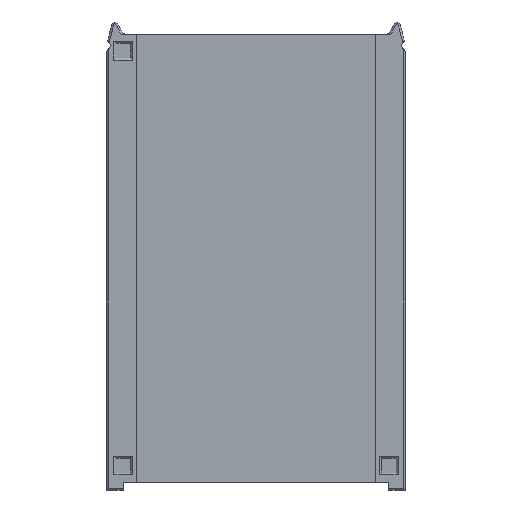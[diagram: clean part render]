
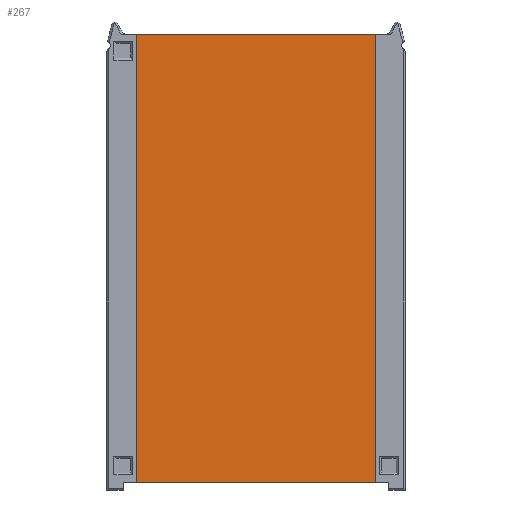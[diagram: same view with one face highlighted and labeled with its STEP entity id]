
A CAD part, top view. The second image highlights one B-rep face of the part: STEP entity #267.
In plain terms, the highlighted planar face has unit normal (0, 0, 1).
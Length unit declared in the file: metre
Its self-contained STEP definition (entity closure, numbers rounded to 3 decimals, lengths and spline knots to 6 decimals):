
#267 = ADVANCED_FACE( '', ( #587 ), #588, .F. );
#587 = FACE_OUTER_BOUND( '', #985, .T. );
#588 = PLANE( '', #986 );
#985 = EDGE_LOOP( '', ( #1732, #1733, #1734, #1735, #1736, #1737, #1738, #1739, #1740, #1741, #1742, #1743, #1744, #1745, #1746, #1747, #1748, #1749, #1750, #1751, #1752, #1753 ) );
#986 = AXIS2_PLACEMENT_3D( '', #1754, #1755, #1756 );
#1732 = ORIENTED_EDGE( '', *, *, #2593, .T. );
#1733 = ORIENTED_EDGE( '', *, *, #2529, .T. );
#1734 = ORIENTED_EDGE( '', *, *, #2594, .F. );
#1735 = ORIENTED_EDGE( '', *, *, #2305, .T. );
#1736 = ORIENTED_EDGE( '', *, *, #2527, .T. );
#1737 = ORIENTED_EDGE( '', *, *, #2595, .T. );
#1738 = ORIENTED_EDGE( '', *, *, #2596, .T. );
#1739 = ORIENTED_EDGE( '', *, *, #2521, .F. );
#1740 = ORIENTED_EDGE( '', *, *, #2445, .F. );
#1741 = ORIENTED_EDGE( '', *, *, #2597, .F. );
#1742 = ORIENTED_EDGE( '', *, *, #2598, .T. );
#1743 = ORIENTED_EDGE( '', *, *, #2524, .F. );
#1744 = ORIENTED_EDGE( '', *, *, #2599, .T. );
#1745 = ORIENTED_EDGE( '', *, *, #2560, .T. );
#1746 = ORIENTED_EDGE( '', *, *, #2431, .T. );
#1747 = ORIENTED_EDGE( '', *, *, #2471, .T. );
#1748 = ORIENTED_EDGE( '', *, *, #2459, .T. );
#1749 = ORIENTED_EDGE( '', *, *, #2301, .T. );
#1750 = ORIENTED_EDGE( '', *, *, #2600, .T. );
#1751 = ORIENTED_EDGE( '', *, *, #2601, .T. );
#1752 = ORIENTED_EDGE( '', *, *, #2425, .F. );
#1753 = ORIENTED_EDGE( '', *, *, #2311, .T. );
#1754 = CARTESIAN_POINT( '', ( 0.009968, 500., -0.00425 ) );
#1755 = DIRECTION( '', ( 0., 0., -1. ) );
#1756 = DIRECTION( '', ( -1., 0., 0. ) );
#2301 = EDGE_CURVE( '', #2741, #2739, #2742, .T. );
#2305 = EDGE_CURVE( '', #2749, #2747, #2750, .T. );
#2311 = EDGE_CURVE( '', #2761, #2759, #2762, .T. );
#2425 = EDGE_CURVE( '', #2761, #2958, #2959, .T. );
#2431 = EDGE_CURVE( '', #2968, #2969, #2970, .T. );
#2445 = EDGE_CURVE( '', #2989, #2985, #2991, .T. );
#2459 = EDGE_CURVE( '', #3011, #2741, #3012, .T. );
#2471 = EDGE_CURVE( '', #2969, #3011, #3026, .T. );
#2521 = EDGE_CURVE( '', #2985, #3101, #3102, .T. );
#2524 = EDGE_CURVE( '', #3104, #3106, #3107, .T. );
#2527 = EDGE_CURVE( '', #2747, #3000, #3110, .T. );
#2529 = EDGE_CURVE( '', #3112, #3113, #3114, .T. );
#2560 = EDGE_CURVE( '', #3159, #2968, #3160, .T. );
#2593 = EDGE_CURVE( '', #2759, #3112, #3204, .T. );
#2594 = EDGE_CURVE( '', #2749, #3113, #3205, .T. );
#2595 = EDGE_CURVE( '', #3000, #3206, #3207, .T. );
#2596 = EDGE_CURVE( '', #3206, #3101, #3208, .T. );
#2597 = EDGE_CURVE( '', #3209, #2989, #3210, .T. );
#2598 = EDGE_CURVE( '', #3209, #3106, #3211, .T. );
#2599 = EDGE_CURVE( '', #3104, #3159, #3212, .T. );
#2600 = EDGE_CURVE( '', #2739, #3213, #3214, .T. );
#2601 = EDGE_CURVE( '', #3213, #2958, #3215, .T. );
#2739 = VERTEX_POINT( '', #3375 );
#2741 = VERTEX_POINT( '', #3378 );
#2742 = LINE( '', #3379, #3380 );
#2747 = VERTEX_POINT( '', #3387 );
#2749 = VERTEX_POINT( '', #3390 );
#2750 = LINE( '', #3391, #3392 );
#2759 = VERTEX_POINT( '', #3405 );
#2761 = VERTEX_POINT( '', #3408 );
#2762 = LINE( '', #3409, #3410 );
#2958 = VERTEX_POINT( '', #3689 );
#2959 = LINE( '', #3690, #3691 );
#2968 = VERTEX_POINT( '', #3704 );
#2969 = VERTEX_POINT( '', #3705 );
#2970 = LINE( '', #3706, #3707 );
#2985 = VERTEX_POINT( '', #3729 );
#2989 = VERTEX_POINT( '', #3735 );
#2991 = LINE( '', #3738, #3739 );
#3000 = VERTEX_POINT( '', #3752 );
#3011 = VERTEX_POINT( '', #3769 );
#3012 = LINE( '', #3770, #3771 );
#3026 = B_SPLINE_CURVE_WITH_KNOTS( '', 2, ( #3793, #3794, #3795 ), .UNSPECIFIED., .F., .F., ( 3, 3 ), ( 0., 0.001061 ), .UNSPECIFIED. );
#3101 = VERTEX_POINT( '', #3911 );
#3102 = LINE( '', #3912, #3913 );
#3104 = VERTEX_POINT( '', #3916 );
#3106 = VERTEX_POINT( '', #3919 );
#3107 = LINE( '', #3920, #3921 );
#3110 = LINE( '', #3925, #3926 );
#3112 = VERTEX_POINT( '', #3928 );
#3113 = VERTEX_POINT( '', #3929 );
#3114 = LINE( '', #3930, #3931 );
#3159 = VERTEX_POINT( '', #3997 );
#3160 = B_SPLINE_CURVE_WITH_KNOTS( '', 2, ( #3998, #3999, #4000 ), .UNSPECIFIED., .F., .F., ( 3, 3 ), ( 0., 0.001061 ), .UNSPECIFIED. );
#3204 = LINE( '', #4074, #4075 );
#3205 = LINE( '', #4076, #4077 );
#3206 = VERTEX_POINT( '', #4078 );
#3207 = LINE( '', #4079, #4080 );
#3208 = LINE( '', #4081, #4082 );
#3209 = VERTEX_POINT( '', #4083 );
#3210 = LINE( '', #4084, #4085 );
#3211 = LINE( '', #4086, #4087 );
#3212 = LINE( '', #4088, #4089 );
#3213 = VERTEX_POINT( '', #4090 );
#3214 = LINE( '', #4091, #4092 );
#3215 = LINE( '', #4093, #4094 );
#3375 = CARTESIAN_POINT( '', ( -0.0371, 0.0583, -0.00425 ) );
#3378 = CARTESIAN_POINT( '', ( -0.0371, 0.062808, -0.00425 ) );
#3379 = CARTESIAN_POINT( '', ( -0.0371, 500., -0.00425 ) );
#3380 = VECTOR( '', #4341, 1. );
#3387 = CARTESIAN_POINT( '', ( -0.0371, -0.06, -0.00425 ) );
#3390 = CARTESIAN_POINT( '', ( -0.0371, -0.0583, -0.00425 ) );
#3391 = CARTESIAN_POINT( '', ( -0.0371, 500., -0.00425 ) );
#3392 = VECTOR( '', #4345, 1. );
#3405 = CARTESIAN_POINT( '', ( -0.0371, -0.0527, -0.00425 ) );
#3408 = CARTESIAN_POINT( '', ( -0.0371, 0.0527, -0.00425 ) );
#3409 = CARTESIAN_POINT( '', ( -0.0371, 500., -0.00425 ) );
#3410 = VECTOR( '', #4351, 1. );
#3689 = CARTESIAN_POINT( '', ( -0.032732, 0.0527, -0.00425 ) );
#3690 = CARTESIAN_POINT( '', ( -0.037311, 0.0527, -0.00425 ) );
#3691 = VECTOR( '', #4462, 1. );
#3704 = CARTESIAN_POINT( '', ( 0.034945, 0.06, -0.00425 ) );
#3705 = CARTESIAN_POINT( '', ( -0.034945, 0.06, -0.00425 ) );
#3706 = CARTESIAN_POINT( '', ( 0.009968, 0.06, -0.00425 ) );
#3707 = VECTOR( '', #4467, 1. );
#3729 = CARTESIAN_POINT( '', ( 0.0371, -0.0583, -0.00425 ) );
#3735 = CARTESIAN_POINT( '', ( 0.032732, -0.0583, -0.00425 ) );
#3738 = CARTESIAN_POINT( '', ( 0.035993, -0.0583, -0.00425 ) );
#3739 = VECTOR( '', #4476, 1. );
#3752 = CARTESIAN_POINT( '', ( -0.035532, -0.06, -0.00425 ) );
#3769 = CARTESIAN_POINT( '', ( -0.035818, 0.060512, -0.00425 ) );
#3770 = CARTESIAN_POINT( '', ( -212.854773, 381.115042, -0.00425 ) );
#3771 = VECTOR( '', #4486, 1. );
#3793 = CARTESIAN_POINT( '', ( -0.034945, 0.06, -0.00425 ) );
#3794 = CARTESIAN_POINT( '', ( -0.035532, 0.06, -0.00425 ) );
#3795 = CARTESIAN_POINT( '', ( -0.035818, 0.060512, -0.00425 ) );
#3911 = CARTESIAN_POINT( '', ( 0.0371, -0.06, -0.00425 ) );
#3912 = CARTESIAN_POINT( '', ( 0.0371, 500., -0.00425 ) );
#3913 = VECTOR( '', #4544, 1. );
#3916 = CARTESIAN_POINT( '', ( 0.0371, 0.062808, -0.00425 ) );
#3919 = CARTESIAN_POINT( '', ( 0.0371, -0.0527, -0.00425 ) );
#3920 = CARTESIAN_POINT( '', ( 0.0371, 500., -0.00425 ) );
#3921 = VECTOR( '', #4547, 1. );
#3925 = CARTESIAN_POINT( '', ( 0.009968, -0.06, -0.00425 ) );
#3926 = VECTOR( '', #4549, 1. );
#3928 = CARTESIAN_POINT( '', ( -0.032732, -0.0527, -0.00425 ) );
#3929 = CARTESIAN_POINT( '', ( -0.032732, -0.0583, -0.00425 ) );
#3930 = CARTESIAN_POINT( '', ( -0.032732, -0.054465, -0.00425 ) );
#3931 = VECTOR( '', #4550, 1. );
#3997 = CARTESIAN_POINT( '', ( 0.035818, 0.060512, -0.00425 ) );
#3998 = CARTESIAN_POINT( '', ( 0.035818, 0.060512, -0.00425 ) );
#3999 = CARTESIAN_POINT( '', ( 0.035532, 0.06, -0.00425 ) );
#4000 = CARTESIAN_POINT( '', ( 0.034945, 0.06, -0.00425 ) );
#4074 = CARTESIAN_POINT( '', ( -0.029859, -0.0527, -0.00425 ) );
#4075 = VECTOR( '', #4600, 1. );
#4076 = CARTESIAN_POINT( '', ( -0.035071, -0.0583, -0.00425 ) );
#4077 = VECTOR( '', #4601, 1. );
#4078 = CARTESIAN_POINT( '', ( 0.035532, -0.06, -0.00425 ) );
#4079 = CARTESIAN_POINT( '', ( 0.009968, -0.06, -0.00425 ) );
#4080 = VECTOR( '', #4602, 1. );
#4081 = CARTESIAN_POINT( '', ( 0.009968, -0.06, -0.00425 ) );
#4082 = VECTOR( '', #4603, 1. );
#4083 = CARTESIAN_POINT( '', ( 0.032732, -0.0527, -0.00425 ) );
#4084 = CARTESIAN_POINT( '', ( 0.032732, -0.055117, -0.00425 ) );
#4085 = VECTOR( '', #4604, 1. );
#4086 = CARTESIAN_POINT( '', ( 0.039236, -0.0527, -0.00425 ) );
#4087 = VECTOR( '', #4605, 1. );
#4088 = CARTESIAN_POINT( '', ( 212.859513, 381.123529, -0.00425 ) );
#4089 = VECTOR( '', #4606, 1. );
#4090 = CARTESIAN_POINT( '', ( -0.032732, 0.0583, -0.00425 ) );
#4091 = CARTESIAN_POINT( '', ( -0.032098, 0.0583, -0.00425 ) );
#4092 = VECTOR( '', #4607, 1. );
#4093 = CARTESIAN_POINT( '', ( -0.032732, 0.081315, -0.00425 ) );
#4094 = VECTOR( '', #4608, 1. );
#4341 = DIRECTION( '', ( 0., -1., 0. ) );
#4345 = DIRECTION( '', ( 0., -1., 0. ) );
#4351 = DIRECTION( '', ( 0., -1., 0. ) );
#4462 = DIRECTION( '', ( 1., 0., 0. ) );
#4467 = DIRECTION( '', ( -1., 0., 0. ) );
#4476 = DIRECTION( '', ( 1., 0., 0. ) );
#4486 = DIRECTION( '', ( -0.488, 0.873, 0. ) );
#4544 = DIRECTION( '', ( 0., -1., 0. ) );
#4547 = DIRECTION( '', ( 0., -1., 0. ) );
#4549 = DIRECTION( '', ( 1., 0., 0. ) );
#4550 = DIRECTION( '', ( 0., -1., 0. ) );
#4600 = DIRECTION( '', ( 1., 0., 0. ) );
#4601 = DIRECTION( '', ( 1., 0., 0. ) );
#4602 = DIRECTION( '', ( 1., 0., 0. ) );
#4603 = DIRECTION( '', ( 1., 0., 0. ) );
#4604 = DIRECTION( '', ( 0., -1., 0. ) );
#4605 = DIRECTION( '', ( 1., 0., 0. ) );
#4606 = DIRECTION( '', ( -0.488, -0.873, 0. ) );
#4607 = DIRECTION( '', ( 1., 0., 0. ) );
#4608 = DIRECTION( '', ( 0., -1., 0. ) );
